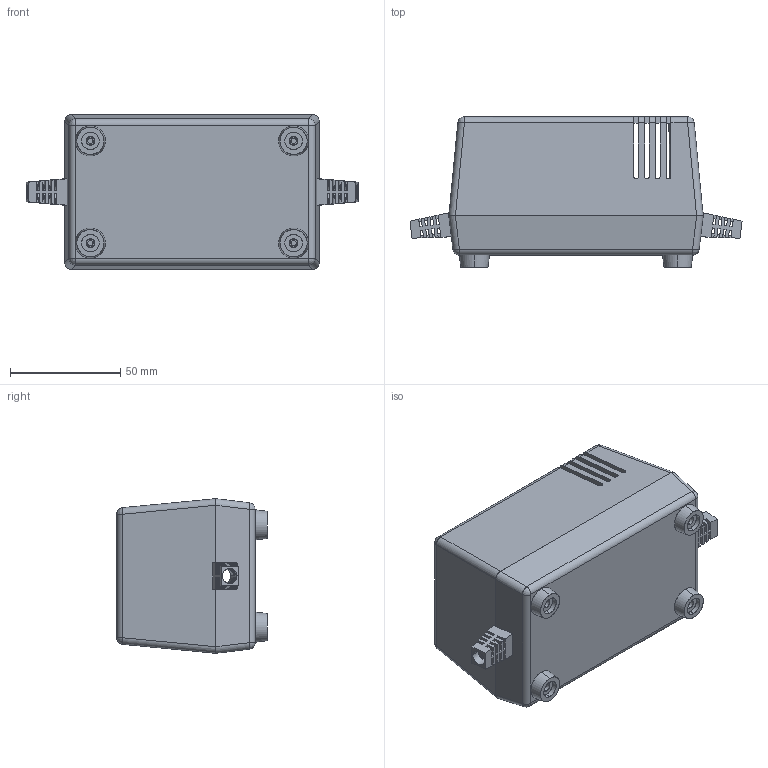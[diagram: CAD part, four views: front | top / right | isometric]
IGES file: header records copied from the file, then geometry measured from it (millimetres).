
Start section: SolidWorks IGES file using analytic representation for surfaces
Global section: file name: KMz 16.IGS; native system: SolidWorks 2008; preprocessor: SolidWorks 2008; author: user; date: 090321.150300; units: millimetre
Bounding box: 150.34 x 68.1 x 70 mm (x, y, z)
Surface area: 84244.4 mm2 (no closed solid volume)
Topology: 0 solids, 0 shells, 484 faces, 4536 edges, 4524 vertices
Faces by surface type: bspline 332, revolution 152
